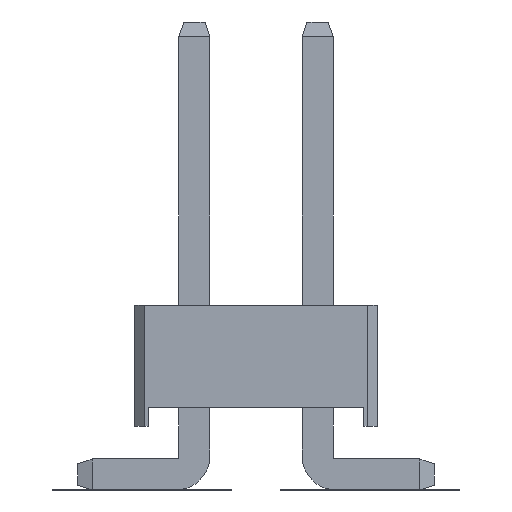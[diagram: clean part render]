
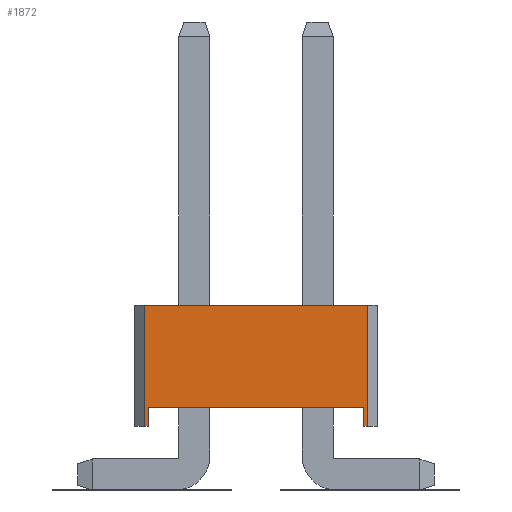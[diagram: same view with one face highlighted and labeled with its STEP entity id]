
A CAD part, left-side view. The second image highlights one B-rep face of the part: STEP entity #1872.
In plain terms, the highlighted planar face has unit normal (-1, 0, 0).
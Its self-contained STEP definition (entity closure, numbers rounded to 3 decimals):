
#1557=FACE_OUTER_BOUND('',#2554,.T.);
#1872=ADVANCED_FACE('',(#1557),#2197,.T.);
#2197=PLANE('',#7295);
#2554=EDGE_LOOP('',(#3021,#3022,#3023,#3024,#3025,#3026,#3027,#3028));
#3021=ORIENTED_EDGE('',*,*,#5076,.F.);
#3022=ORIENTED_EDGE('',*,*,#5077,.F.);
#3023=ORIENTED_EDGE('',*,*,#5078,.F.);
#3024=ORIENTED_EDGE('',*,*,#4982,.T.);
#3025=ORIENTED_EDGE('',*,*,#5075,.T.);
#3026=ORIENTED_EDGE('',*,*,#5079,.F.);
#3027=ORIENTED_EDGE('',*,*,#5080,.T.);
#3028=ORIENTED_EDGE('',*,*,#5081,.T.);
#4484=VERTEX_POINT('',#9152);
#4485=VERTEX_POINT('',#9154);
#4561=VERTEX_POINT('',#9338);
#4562=VERTEX_POINT('',#9342);
#4563=VERTEX_POINT('',#9343);
#4564=VERTEX_POINT('',#9345);
#4565=VERTEX_POINT('',#9348);
#4566=VERTEX_POINT('',#9350);
#4982=EDGE_CURVE('',#4485,#4484,#5776,.T.);
#5075=EDGE_CURVE('',#4484,#4561,#5869,.T.);
#5076=EDGE_CURVE('',#4562,#4563,#5870,.T.);
#5077=EDGE_CURVE('',#4564,#4562,#5871,.T.);
#5078=EDGE_CURVE('',#4485,#4564,#5872,.T.);
#5079=EDGE_CURVE('',#4565,#4561,#5873,.T.);
#5080=EDGE_CURVE('',#4565,#4566,#5874,.T.);
#5081=EDGE_CURVE('',#4566,#4563,#5875,.T.);
#5776=LINE('',#9153,#6534);
#5869=LINE('',#9339,#6627);
#5870=LINE('',#9341,#6628);
#5871=LINE('',#9344,#6629);
#5872=LINE('',#9346,#6630);
#5873=LINE('',#9347,#6631);
#5874=LINE('',#9349,#6632);
#5875=LINE('',#9351,#6633);
#6534=VECTOR('',#7656,1.);
#6627=VECTOR('',#7781,1.);
#6628=VECTOR('',#7784,1.);
#6629=VECTOR('',#7785,1.);
#6630=VECTOR('',#7786,1.);
#6631=VECTOR('',#7787,1.);
#6632=VECTOR('',#7788,1.);
#6633=VECTOR('',#7789,1.);
#7295=AXIS2_PLACEMENT_3D('',#9352,#7790,#7791);
#7656=DIRECTION('',(0.,1.,0.));
#7781=DIRECTION('',(0.,0.,-1.));
#7784=DIRECTION('',(0.,0.,1.));
#7785=DIRECTION('',(0.,1.,0.));
#7786=DIRECTION('',(0.,0.,-1.));
#7787=DIRECTION('',(0.,1.,0.));
#7788=DIRECTION('',(0.,0.,1.));
#7789=DIRECTION('',(0.,-1.,0.));
#7790=DIRECTION('',(-1.,0.,0.));
#7791=DIRECTION('',(0.,-1.,0.));
#9152=CARTESIAN_POINT('',(-6.35,2.3,3.886));
#9153=CARTESIAN_POINT('',(-6.35,-2.3,3.886));
#9154=CARTESIAN_POINT('',(-6.35,-2.3,3.886));
#9338=CARTESIAN_POINT('',(-6.35,2.3,1.386));
#9339=CARTESIAN_POINT('',(-6.35,2.3,3.886));
#9341=CARTESIAN_POINT('',(-6.35,-2.22,1.386));
#9342=CARTESIAN_POINT('',(-6.35,-2.22,1.386));
#9343=CARTESIAN_POINT('',(-6.35,-2.22,1.786));
#9344=CARTESIAN_POINT('',(-6.35,-2.3,1.386));
#9345=CARTESIAN_POINT('',(-6.35,-2.3,1.386));
#9346=CARTESIAN_POINT('',(-6.35,-2.3,3.886));
#9347=CARTESIAN_POINT('',(-6.35,2.22,1.386));
#9348=CARTESIAN_POINT('',(-6.35,2.22,1.386));
#9349=CARTESIAN_POINT('',(-6.35,2.22,1.386));
#9350=CARTESIAN_POINT('',(-6.35,2.22,1.786));
#9351=CARTESIAN_POINT('',(-6.35,2.22,1.786));
#9352=CARTESIAN_POINT('',(-6.35,-2.3,3.886));
